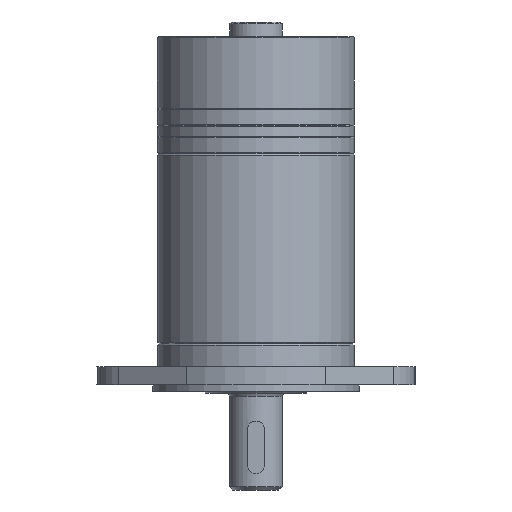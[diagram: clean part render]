
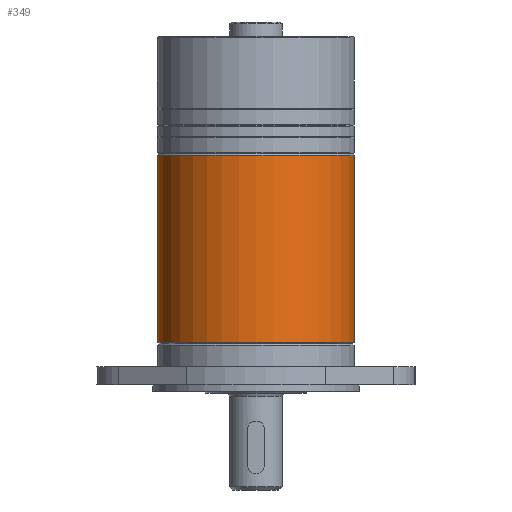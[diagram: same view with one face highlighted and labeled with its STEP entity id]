
A CAD part, front view. The second image highlights one B-rep face of the part: STEP entity #349.
In plain terms, the highlighted cylindrical face has radius 30 mm (diameter 60 mm), a partial arc.
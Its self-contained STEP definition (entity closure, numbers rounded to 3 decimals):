
#186 = VERTEX_POINT ( 'NONE', #2091 ) ;
#189 = VERTEX_POINT ( 'NONE', #2085 ) ;
#202 = VERTEX_POINT ( 'NONE', #2126 ) ;
#205 = VERTEX_POINT ( 'NONE', #2120 ) ;
#251 = EDGE_CURVE ( 'NONE', #202, #189, #2166, .T. ) ;
#254 = EDGE_CURVE ( 'NONE', #205, #186, #2223, .T. ) ;
#349 = ADVANCED_FACE ( 'NONE', ( #2369 ), #2364, .T. ) ;
#350 = EDGE_LOOP ( 'NONE', ( #351, #352, #354, #355 ) ) ;
#351 = ORIENTED_EDGE ( 'NONE', *, *, #251, .F. ) ;
#352 = ORIENTED_EDGE ( 'NONE', *, *, #353, .T. ) ;
#353 = EDGE_CURVE ( 'NONE', #202, #205, #2358, .T. ) ;
#354 = ORIENTED_EDGE ( 'NONE', *, *, #254, .T. ) ;
#355 = ORIENTED_EDGE ( 'NONE', *, *, #356, .T. ) ;
#356 = EDGE_CURVE ( 'NONE', #186, #189, #2353, .T. ) ;
#2085 = CARTESIAN_POINT ( 'NONE',  ( 30., 0., 10.5 ) ) ;
#2091 = CARTESIAN_POINT ( 'NONE',  ( -30., 0., 10.5 ) ) ;
#2120 = CARTESIAN_POINT ( 'NONE',  ( -30., 0., 67.5 ) ) ;
#2126 = CARTESIAN_POINT ( 'NONE',  ( 30., 0., 67.5 ) ) ;
#2159 = DIRECTION ( 'NONE',  ( 0., 0., -1. ) ) ;
#2160 = VECTOR ( 'NONE', #2159, 1000. ) ;
#2161 = CARTESIAN_POINT ( 'NONE',  ( 30., 0., 68. ) ) ;
#2166 = LINE ( 'NONE', #2161, #2160 ) ;
#2220 = DIRECTION ( 'NONE',  ( 0., 0., -1. ) ) ;
#2221 = VECTOR ( 'NONE', #2220, 1000. ) ;
#2222 = CARTESIAN_POINT ( 'NONE',  ( -30., 0., 68. ) ) ;
#2223 = LINE ( 'NONE', #2222, #2221 ) ;
#2351 = CARTESIAN_POINT ( 'NONE',  ( 0., 0., 10.5 ) ) ;
#2352 = AXIS2_PLACEMENT_3D ( 'NONE', #2351, #2414, #2413 ) ;
#2353 = CIRCLE ( 'NONE', #2352, 30. ) ;
#2355 = DIRECTION ( 'NONE',  ( 1., 0., 0. ) ) ;
#2356 = DIRECTION ( 'NONE',  ( 0., 0., -1. ) ) ;
#2357 = AXIS2_PLACEMENT_3D ( 'NONE', #2363, #2356, #2355 ) ;
#2358 = CIRCLE ( 'NONE', #2357, 30. ) ;
#2359 = DIRECTION ( 'NONE',  ( -1., 0., 0. ) ) ;
#2360 = DIRECTION ( 'NONE',  ( 0., 0., -1. ) ) ;
#2361 = CARTESIAN_POINT ( 'NONE',  ( 0., 0., 68. ) ) ;
#2362 = AXIS2_PLACEMENT_3D ( 'NONE', #2361, #2360, #2359 ) ;
#2363 = CARTESIAN_POINT ( 'NONE',  ( 0., 0., 67.5 ) ) ;
#2364 = CYLINDRICAL_SURFACE ( 'NONE', #2362, 30. ) ;
#2369 = FACE_OUTER_BOUND ( 'NONE', #350, .T. ) ;
#2413 = DIRECTION ( 'NONE',  ( 1., 0., 0. ) ) ;
#2414 = DIRECTION ( 'NONE',  ( 0., 0., 1. ) ) ;
